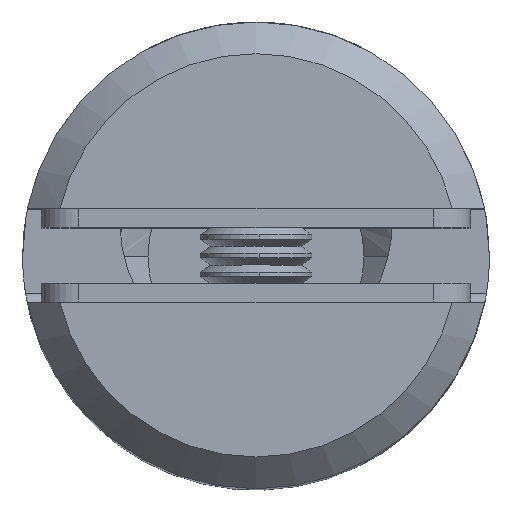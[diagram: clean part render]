
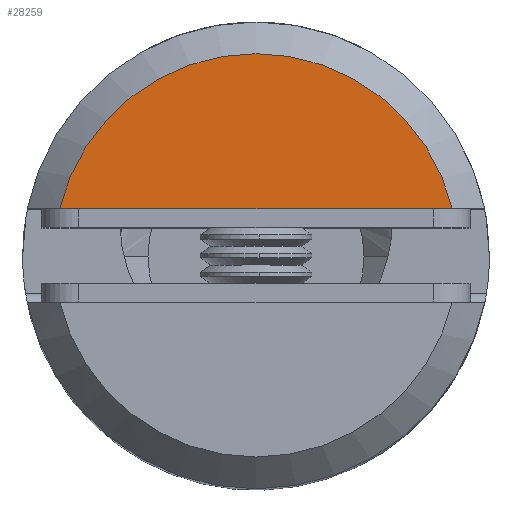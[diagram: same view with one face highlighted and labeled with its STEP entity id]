
A CAD part, top view. The second image highlights one B-rep face of the part: STEP entity #28259.
In plain terms, the highlighted planar face has unit normal (0, 0, 1).
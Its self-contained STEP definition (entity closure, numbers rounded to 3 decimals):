
#80 = FACE_OUTER_BOUND ( 'NONE', #8932, .T. ) ;
#2636 = DIRECTION ( 'NONE',  ( 1., 0., 0. ) ) ;
#5915 = DIRECTION ( 'NONE',  ( 0., 0., 1. ) ) ;
#7609 = VECTOR ( 'NONE', #23930, 1000. ) ;
#8932 = EDGE_LOOP ( 'NONE', ( #14971, #20554 ) ) ;
#9295 = CIRCLE ( 'NONE', #28146, 10.8 ) ;
#10727 = EDGE_CURVE ( 'NONE', #12090, #17881, #19040, .T. ) ;
#11242 = CARTESIAN_POINT ( 'NONE',  ( 0., 0., 24.5 ) ) ;
#12090 = VERTEX_POINT ( 'NONE', #23592 ) ;
#14221 = EDGE_CURVE ( 'NONE', #17881, #12090, #9295, .T. ) ;
#14971 = ORIENTED_EDGE ( 'NONE', *, *, #10727, .T. ) ;
#15528 = DIRECTION ( 'NONE',  ( 0., 0., 1. ) ) ;
#16764 = PLANE ( 'NONE',  #19486 ) ;
#17881 = VERTEX_POINT ( 'NONE', #18528 ) ;
#18528 = CARTESIAN_POINT ( 'NONE',  ( 10.507, 2.5, 24.5 ) ) ;
#19040 = LINE ( 'NONE', #28073, #7609 ) ;
#19150 = CARTESIAN_POINT ( 'NONE',  ( 0., 0., 24.5 ) ) ;
#19486 = AXIS2_PLACEMENT_3D ( 'NONE', #19150, #5915, #21375 ) ;
#20554 = ORIENTED_EDGE ( 'NONE', *, *, #14221, .T. ) ;
#21375 = DIRECTION ( 'NONE',  ( 1., 0., 0. ) ) ;
#23592 = CARTESIAN_POINT ( 'NONE',  ( -10.507, 2.5, 24.5 ) ) ;
#23930 = DIRECTION ( 'NONE',  ( 1., 0., 0. ) ) ;
#28073 = CARTESIAN_POINT ( 'NONE',  ( -12.247, 2.5, 24.5 ) ) ;
#28146 = AXIS2_PLACEMENT_3D ( 'NONE', #11242, #15528, #2636 ) ;
#28259 = ADVANCED_FACE ( 'NONE', ( #80 ), #16764, .T. ) ;
